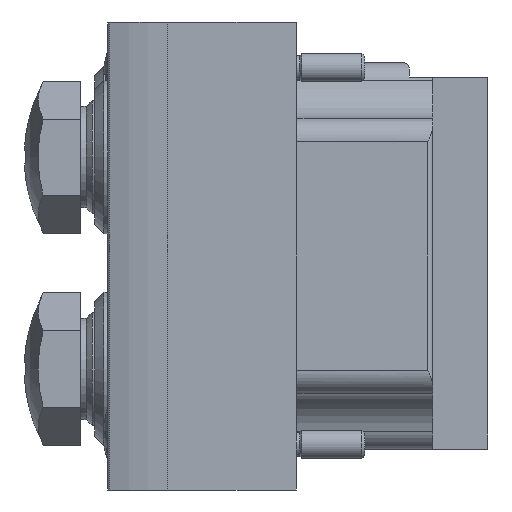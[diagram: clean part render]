
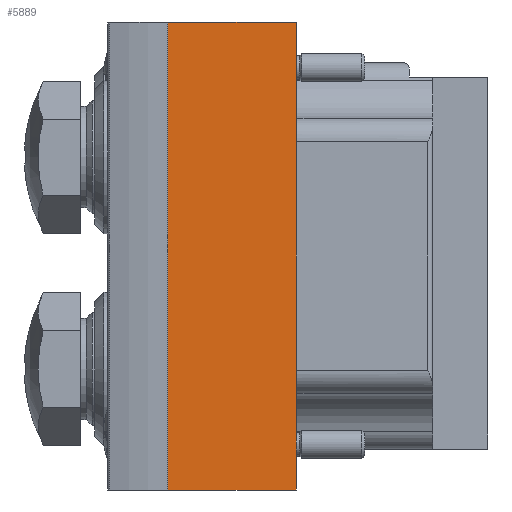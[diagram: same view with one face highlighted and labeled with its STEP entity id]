
A CAD part, left-side view. The second image highlights one B-rep face of the part: STEP entity #5889.
In plain terms, the highlighted planar face has unit normal (-1, 0, 0).
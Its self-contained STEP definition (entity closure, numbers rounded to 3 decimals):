
#281=LINE('',#9025,#780);
#290=LINE('',#9049,#789);
#301=LINE('',#9102,#800);
#303=LINE('',#9105,#802);
#780=VECTOR('',#7098,1000.);
#789=VECTOR('',#7117,1000.);
#800=VECTOR('',#7162,1000.);
#802=VECTOR('',#7166,1000.);
#1341=ORIENTED_EDGE('',*,*,#2979,.T.);
#1342=ORIENTED_EDGE('',*,*,#3007,.F.);
#1343=ORIENTED_EDGE('',*,*,#2966,.F.);
#1344=ORIENTED_EDGE('',*,*,#3005,.T.);
#2966=EDGE_CURVE('',#3801,#3802,#281,.T.);
#2979=EDGE_CURVE('',#3812,#3811,#290,.T.);
#3005=EDGE_CURVE('',#3801,#3812,#301,.T.);
#3007=EDGE_CURVE('',#3802,#3811,#303,.T.);
#3801=VERTEX_POINT('',#9024);
#3802=VERTEX_POINT('',#9026);
#3811=VERTEX_POINT('',#9048);
#3812=VERTEX_POINT('',#9050);
#4663=EDGE_LOOP('',(#1341,#1342,#1343,#1344));
#5168=FACE_BOUND('',#4663,.T.);
#5664=PLANE('',#6369);
#5889=ADVANCED_FACE('',(#5168),#5664,.F.);
#6369=AXIS2_PLACEMENT_3D('',#9104,#7164,#7165);
#7098=DIRECTION('',(0.,-1.,0.));
#7117=DIRECTION('',(0.,-1.,0.));
#7162=DIRECTION('',(0.,0.,-1.));
#7164=DIRECTION('',(1.,0.,0.));
#7165=DIRECTION('',(0.,0.,-1.));
#7166=DIRECTION('',(0.,0.,-1.));
#9024=CARTESIAN_POINT('',(-53.8,13.6,24.85));
#9025=CARTESIAN_POINT('',(-53.8,13.6,24.85));
#9026=CARTESIAN_POINT('',(-53.8,0.,24.85));
#9048=CARTESIAN_POINT('',(-53.8,0.,-24.85));
#9049=CARTESIAN_POINT('',(-53.8,13.6,-24.85));
#9050=CARTESIAN_POINT('',(-53.8,13.6,-24.85));
#9102=CARTESIAN_POINT('',(-53.8,13.6,24.85));
#9104=CARTESIAN_POINT('',(-53.8,13.6,24.85));
#9105=CARTESIAN_POINT('',(-53.8,0.,24.85));
